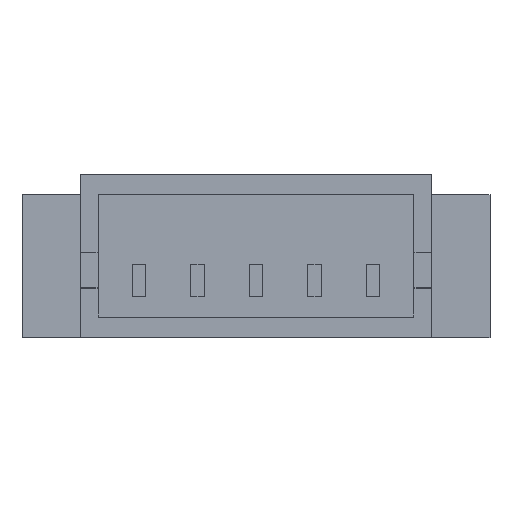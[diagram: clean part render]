
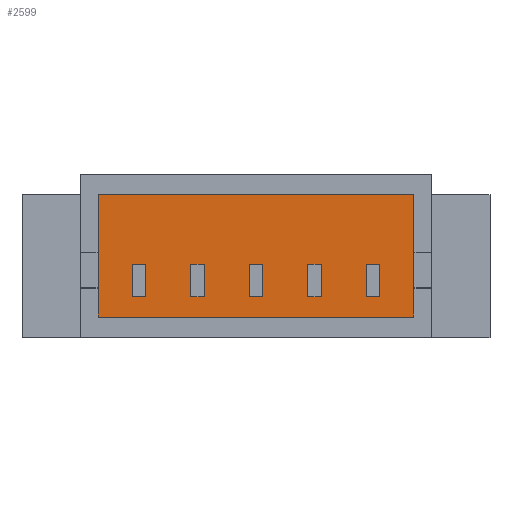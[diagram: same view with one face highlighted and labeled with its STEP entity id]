
A CAD part, top view. The second image highlights one B-rep face of the part: STEP entity #2599.
In plain terms, the highlighted planar face has unit normal (0, 0, 1).
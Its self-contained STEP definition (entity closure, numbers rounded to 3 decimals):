
#43=LINE('',#3414,#245);
#46=LINE('',#3420,#248);
#48=LINE('',#3424,#250);
#50=LINE('',#3428,#252);
#51=LINE('',#3430,#253);
#54=LINE('',#3436,#256);
#56=LINE('',#3440,#258);
#58=LINE('',#3444,#260);
#59=LINE('',#3446,#261);
#62=LINE('',#3452,#264);
#64=LINE('',#3456,#266);
#66=LINE('',#3460,#268);
#67=LINE('',#3462,#269);
#70=LINE('',#3468,#272);
#72=LINE('',#3472,#274);
#74=LINE('',#3476,#276);
#75=LINE('',#3478,#277);
#78=LINE('',#3484,#280);
#80=LINE('',#3488,#282);
#82=LINE('',#3492,#284);
#83=LINE('',#3515,#285);
#84=LINE('',#3518,#286);
#85=LINE('',#3520,#287);
#86=LINE('',#3522,#288);
#245=VECTOR('',#2925,1000.);
#248=VECTOR('',#2930,1000.);
#250=VECTOR('',#2934,1000.);
#252=VECTOR('',#2938,1000.);
#253=VECTOR('',#2941,1000.);
#256=VECTOR('',#2946,1000.);
#258=VECTOR('',#2950,1000.);
#260=VECTOR('',#2954,1000.);
#261=VECTOR('',#2957,1000.);
#264=VECTOR('',#2962,1000.);
#266=VECTOR('',#2966,1000.);
#268=VECTOR('',#2970,1000.);
#269=VECTOR('',#2973,1000.);
#272=VECTOR('',#2978,1000.);
#274=VECTOR('',#2982,1000.);
#276=VECTOR('',#2986,1000.);
#277=VECTOR('',#2989,1000.);
#280=VECTOR('',#2994,1000.);
#282=VECTOR('',#2998,1000.);
#284=VECTOR('',#3002,1000.);
#285=VECTOR('',#3013,1000.);
#286=VECTOR('',#3014,1000.);
#287=VECTOR('',#3015,1000.);
#288=VECTOR('',#3016,1000.);
#611=ORIENTED_EDGE('',*,*,#1025,.T.);
#612=ORIENTED_EDGE('',*,*,#1026,.T.);
#613=ORIENTED_EDGE('',*,*,#1027,.F.);
#614=ORIENTED_EDGE('',*,*,#1028,.F.);
#615=ORIENTED_EDGE('',*,*,#1021,.F.);
#616=ORIENTED_EDGE('',*,*,#1019,.F.);
#617=ORIENTED_EDGE('',*,*,#1017,.F.);
#618=ORIENTED_EDGE('',*,*,#1014,.F.);
#619=ORIENTED_EDGE('',*,*,#1013,.F.);
#620=ORIENTED_EDGE('',*,*,#1011,.F.);
#621=ORIENTED_EDGE('',*,*,#1009,.F.);
#622=ORIENTED_EDGE('',*,*,#1006,.F.);
#623=ORIENTED_EDGE('',*,*,#1005,.F.);
#624=ORIENTED_EDGE('',*,*,#1003,.F.);
#625=ORIENTED_EDGE('',*,*,#1001,.F.);
#626=ORIENTED_EDGE('',*,*,#998,.F.);
#627=ORIENTED_EDGE('',*,*,#997,.F.);
#628=ORIENTED_EDGE('',*,*,#995,.F.);
#629=ORIENTED_EDGE('',*,*,#993,.F.);
#630=ORIENTED_EDGE('',*,*,#990,.F.);
#631=ORIENTED_EDGE('',*,*,#989,.F.);
#632=ORIENTED_EDGE('',*,*,#987,.F.);
#633=ORIENTED_EDGE('',*,*,#985,.F.);
#634=ORIENTED_EDGE('',*,*,#982,.F.);
#982=EDGE_CURVE('',#1219,#1220,#43,.T.);
#985=EDGE_CURVE('',#1220,#1221,#46,.T.);
#987=EDGE_CURVE('',#1221,#1222,#48,.T.);
#989=EDGE_CURVE('',#1222,#1219,#50,.T.);
#990=EDGE_CURVE('',#1223,#1224,#51,.T.);
#993=EDGE_CURVE('',#1224,#1225,#54,.T.);
#995=EDGE_CURVE('',#1225,#1226,#56,.T.);
#997=EDGE_CURVE('',#1226,#1223,#58,.T.);
#998=EDGE_CURVE('',#1227,#1228,#59,.T.);
#1001=EDGE_CURVE('',#1228,#1229,#62,.T.);
#1003=EDGE_CURVE('',#1229,#1230,#64,.T.);
#1005=EDGE_CURVE('',#1230,#1227,#66,.T.);
#1006=EDGE_CURVE('',#1231,#1232,#67,.T.);
#1009=EDGE_CURVE('',#1232,#1233,#70,.T.);
#1011=EDGE_CURVE('',#1233,#1234,#72,.T.);
#1013=EDGE_CURVE('',#1234,#1231,#74,.T.);
#1014=EDGE_CURVE('',#1235,#1236,#75,.T.);
#1017=EDGE_CURVE('',#1236,#1237,#78,.T.);
#1019=EDGE_CURVE('',#1237,#1238,#80,.T.);
#1021=EDGE_CURVE('',#1238,#1235,#82,.T.);
#1025=EDGE_CURVE('',#1242,#1243,#83,.T.);
#1026=EDGE_CURVE('',#1243,#1244,#84,.T.);
#1027=EDGE_CURVE('',#1245,#1244,#85,.T.);
#1028=EDGE_CURVE('',#1242,#1245,#86,.T.);
#1219=VERTEX_POINT('',#3415);
#1220=VERTEX_POINT('',#3416);
#1221=VERTEX_POINT('',#3421);
#1222=VERTEX_POINT('',#3425);
#1223=VERTEX_POINT('',#3431);
#1224=VERTEX_POINT('',#3432);
#1225=VERTEX_POINT('',#3437);
#1226=VERTEX_POINT('',#3441);
#1227=VERTEX_POINT('',#3447);
#1228=VERTEX_POINT('',#3448);
#1229=VERTEX_POINT('',#3453);
#1230=VERTEX_POINT('',#3457);
#1231=VERTEX_POINT('',#3463);
#1232=VERTEX_POINT('',#3464);
#1233=VERTEX_POINT('',#3469);
#1234=VERTEX_POINT('',#3473);
#1235=VERTEX_POINT('',#3479);
#1236=VERTEX_POINT('',#3480);
#1237=VERTEX_POINT('',#3485);
#1238=VERTEX_POINT('',#3489);
#1242=VERTEX_POINT('',#3516);
#1243=VERTEX_POINT('',#3517);
#1244=VERTEX_POINT('',#3519);
#1245=VERTEX_POINT('',#3521);
#1442=EDGE_LOOP('',(#611,#612,#613,#614));
#1443=EDGE_LOOP('',(#615,#616,#617,#618));
#1444=EDGE_LOOP('',(#619,#620,#621,#622));
#1445=EDGE_LOOP('',(#623,#624,#625,#626));
#1446=EDGE_LOOP('',(#627,#628,#629,#630));
#1447=EDGE_LOOP('',(#631,#632,#633,#634));
#1596=FACE_BOUND('',#1442,.T.);
#1597=FACE_BOUND('',#1443,.T.);
#1598=FACE_BOUND('',#1444,.T.);
#1599=FACE_BOUND('',#1445,.T.);
#1600=FACE_BOUND('',#1446,.T.);
#1601=FACE_BOUND('',#1447,.T.);
#1711=PLANE('',#2737);
#2599=ADVANCED_FACE('',(#1596,#1597,#1598,#1599,#1600,#1601),#1711,.F.);
#2737=AXIS2_PLACEMENT_3D('',#3514,#3011,#3012);
#2925=DIRECTION('',(0.,-1.,0.));
#2930=DIRECTION('',(1.,0.,0.));
#2934=DIRECTION('',(0.,1.,0.));
#2938=DIRECTION('',(-1.,0.,0.));
#2941=DIRECTION('',(0.,-1.,0.));
#2946=DIRECTION('',(1.,0.,0.));
#2950=DIRECTION('',(0.,1.,0.));
#2954=DIRECTION('',(-1.,0.,0.));
#2957=DIRECTION('',(0.,-1.,0.));
#2962=DIRECTION('',(1.,0.,0.));
#2966=DIRECTION('',(0.,1.,0.));
#2970=DIRECTION('',(-1.,0.,0.));
#2973=DIRECTION('',(0.,-1.,0.));
#2978=DIRECTION('',(1.,0.,0.));
#2982=DIRECTION('',(0.,1.,0.));
#2986=DIRECTION('',(-1.,0.,0.));
#2989=DIRECTION('',(0.,-1.,0.));
#2994=DIRECTION('',(1.,0.,0.));
#2998=DIRECTION('',(0.,1.,0.));
#3002=DIRECTION('',(-1.,0.,0.));
#3011=DIRECTION('',(0.,0.,-1.));
#3012=DIRECTION('',(0.,1.,0.));
#3013=DIRECTION('',(-1.,0.,0.));
#3014=DIRECTION('',(0.,-1.,0.));
#3015=DIRECTION('',(-1.,0.,0.));
#3016=DIRECTION('',(0.,-1.,0.));
#3414=CARTESIAN_POINT('',(1.885,-2.65,3.9));
#3415=CARTESIAN_POINT('',(1.885,-2.65,3.9));
#3416=CARTESIAN_POINT('',(1.885,-3.2,3.9));
#3420=CARTESIAN_POINT('',(-0.885,-3.2,3.9));
#3421=CARTESIAN_POINT('',(2.115,-3.2,3.9));
#3424=CARTESIAN_POINT('',(2.115,-2.65,3.9));
#3425=CARTESIAN_POINT('',(2.115,-2.65,3.9));
#3428=CARTESIAN_POINT('',(-2.115,-2.65,3.9));
#3430=CARTESIAN_POINT('',(0.885,-2.65,3.9));
#3431=CARTESIAN_POINT('',(0.885,-2.65,3.9));
#3432=CARTESIAN_POINT('',(0.885,-3.2,3.9));
#3436=CARTESIAN_POINT('',(-0.885,-3.2,3.9));
#3437=CARTESIAN_POINT('',(1.115,-3.2,3.9));
#3440=CARTESIAN_POINT('',(1.115,-2.65,3.9));
#3441=CARTESIAN_POINT('',(1.115,-2.65,3.9));
#3444=CARTESIAN_POINT('',(-2.115,-2.65,3.9));
#3446=CARTESIAN_POINT('',(-0.115,-2.65,3.9));
#3447=CARTESIAN_POINT('',(-0.115,-2.65,3.9));
#3448=CARTESIAN_POINT('',(-0.115,-3.2,3.9));
#3452=CARTESIAN_POINT('',(-0.885,-3.2,3.9));
#3453=CARTESIAN_POINT('',(0.115,-3.2,3.9));
#3456=CARTESIAN_POINT('',(0.115,-2.65,3.9));
#3457=CARTESIAN_POINT('',(0.115,-2.65,3.9));
#3460=CARTESIAN_POINT('',(-2.115,-2.65,3.9));
#3462=CARTESIAN_POINT('',(-1.115,-2.65,3.9));
#3463=CARTESIAN_POINT('',(-1.115,-2.65,3.9));
#3464=CARTESIAN_POINT('',(-1.115,-3.2,3.9));
#3468=CARTESIAN_POINT('',(-0.885,-3.2,3.9));
#3469=CARTESIAN_POINT('',(-0.885,-3.2,3.9));
#3472=CARTESIAN_POINT('',(-0.885,-2.65,3.9));
#3473=CARTESIAN_POINT('',(-0.885,-2.65,3.9));
#3476=CARTESIAN_POINT('',(-2.115,-2.65,3.9));
#3478=CARTESIAN_POINT('',(-2.115,-2.65,3.9));
#3479=CARTESIAN_POINT('',(-2.115,-2.65,3.9));
#3480=CARTESIAN_POINT('',(-2.115,-3.2,3.9));
#3484=CARTESIAN_POINT('',(-0.885,-3.2,3.9));
#3485=CARTESIAN_POINT('',(-1.885,-3.2,3.9));
#3488=CARTESIAN_POINT('',(-1.885,-2.65,3.9));
#3489=CARTESIAN_POINT('',(-1.885,-2.65,3.9));
#3492=CARTESIAN_POINT('',(-2.115,-2.65,3.9));
#3514=CARTESIAN_POINT('',(3.,-3.55,3.9));
#3515=CARTESIAN_POINT('',(3.,-1.45,3.9));
#3516=CARTESIAN_POINT('',(2.7,-1.45,3.9));
#3517=CARTESIAN_POINT('',(-2.7,-1.45,3.9));
#3518=CARTESIAN_POINT('',(-2.7,-1.45,3.9));
#3519=CARTESIAN_POINT('',(-2.7,-3.55,3.9));
#3520=CARTESIAN_POINT('',(3.,-3.55,3.9));
#3521=CARTESIAN_POINT('',(2.7,-3.55,3.9));
#3522=CARTESIAN_POINT('',(2.7,-1.45,3.9));
